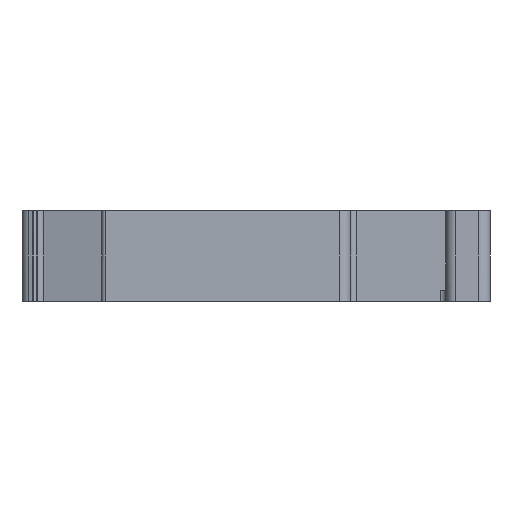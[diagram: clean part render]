
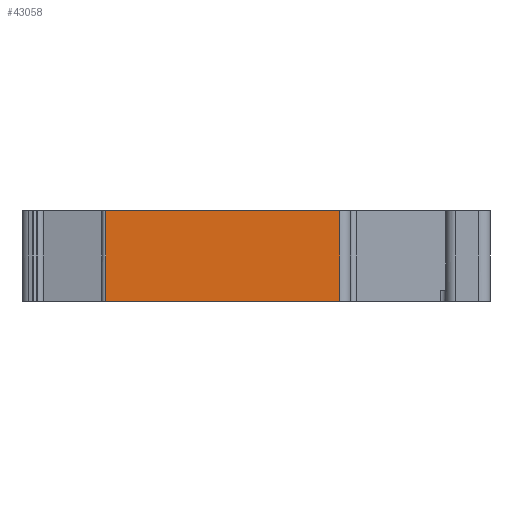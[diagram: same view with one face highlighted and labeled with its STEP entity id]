
A CAD part, left-side view. The second image highlights one B-rep face of the part: STEP entity #43058.
In plain terms, the highlighted planar face has unit normal (-1, 0, 0).
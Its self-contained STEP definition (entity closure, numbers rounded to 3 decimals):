
#709 = DIRECTION ( 'NONE',  ( 0., 0., 1. ) ) ;
#1686 = LINE ( 'NONE', #40976, #27120 ) ;
#2358 = CARTESIAN_POINT ( 'NONE',  ( 880.493, 1218.146, 1778.726 ) ) ;
#3941 = VERTEX_POINT ( 'NONE', #13702 ) ;
#4382 = CARTESIAN_POINT ( 'NONE',  ( 880.493, 1218.146, 1770.556 ) ) ;
#4625 = DIRECTION ( 'NONE',  ( 0., 0., 1. ) ) ;
#5575 = VECTOR ( 'NONE', #39527, 1000. ) ;
#6492 = EDGE_CURVE ( 'NONE', #26975, #20723, #23058, .T. ) ;
#6679 = CARTESIAN_POINT ( 'NONE',  ( 880.493, 4125.887, 1770.556 ) ) ;
#7856 = PLANE ( 'NONE',  #29934 ) ;
#10745 = EDGE_LOOP ( 'NONE', ( #25502, #45078, #12602, #24737 ) ) ;
#10939 = VECTOR ( 'NONE', #20881, 1000. ) ;
#12602 = ORIENTED_EDGE ( 'NONE', *, *, #32408, .T. ) ;
#13702 = CARTESIAN_POINT ( 'NONE',  ( 880.493, 1196.934, 1770.556 ) ) ;
#18291 = LINE ( 'NONE', #6679, #10939 ) ;
#18427 = CARTESIAN_POINT ( 'NONE',  ( 880.493, 4125.887, 1778.726 ) ) ;
#20638 = EDGE_CURVE ( 'NONE', #32156, #26975, #27811, .T. ) ;
#20723 = VERTEX_POINT ( 'NONE', #4382 ) ;
#20881 = DIRECTION ( 'NONE',  ( 0., -1., 0. ) ) ;
#22362 = DIRECTION ( 'NONE',  ( -1., 0., 0. ) ) ;
#23058 = LINE ( 'NONE', #2358, #5575 ) ;
#24737 = ORIENTED_EDGE ( 'NONE', *, *, #35025, .T. ) ;
#25502 = ORIENTED_EDGE ( 'NONE', *, *, #20638, .T. ) ;
#25540 = DIRECTION ( 'NONE',  ( 0., 1., 0. ) ) ;
#26975 = VERTEX_POINT ( 'NONE', #40653 ) ;
#27120 = VECTOR ( 'NONE', #4625, 1000. ) ;
#27811 = LINE ( 'NONE', #40100, #38001 ) ;
#29116 = CARTESIAN_POINT ( 'NONE',  ( 880.493, 1196.934, 1778.726 ) ) ;
#29934 = AXIS2_PLACEMENT_3D ( 'NONE', #18427, #22362, #709 ) ;
#32156 = VERTEX_POINT ( 'NONE', #29116 ) ;
#32408 = EDGE_CURVE ( 'NONE', #20723, #3941, #18291, .T. ) ;
#35025 = EDGE_CURVE ( 'NONE', #3941, #32156, #1686, .T. ) ;
#38001 = VECTOR ( 'NONE', #25540, 1000. ) ;
#39527 = DIRECTION ( 'NONE',  ( 0., 0., -1. ) ) ;
#40100 = CARTESIAN_POINT ( 'NONE',  ( 880.493, 4125.887, 1778.726 ) ) ;
#40403 = FACE_OUTER_BOUND ( 'NONE', #10745, .T. ) ;
#40653 = CARTESIAN_POINT ( 'NONE',  ( 880.493, 1218.146, 1778.726 ) ) ;
#40976 = CARTESIAN_POINT ( 'NONE',  ( 880.493, 1196.934, 1778.726 ) ) ;
#43058 = ADVANCED_FACE ( 'NONE', ( #40403 ), #7856, .T. ) ;
#45078 = ORIENTED_EDGE ( 'NONE', *, *, #6492, .T. ) ;
